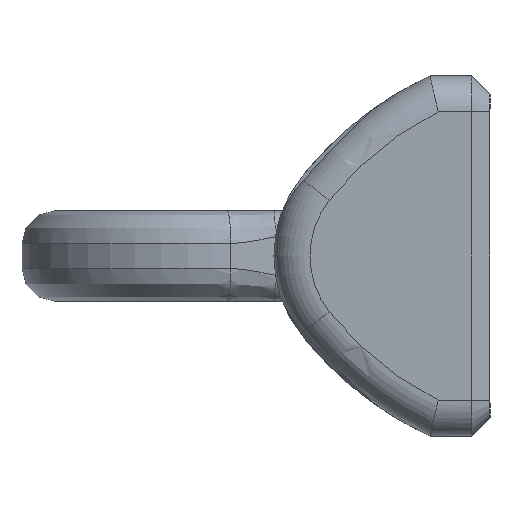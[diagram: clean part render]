
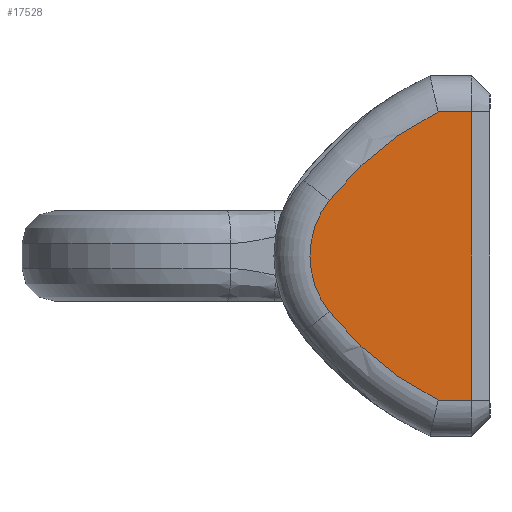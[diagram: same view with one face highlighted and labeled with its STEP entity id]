
A CAD part, left-side view. The second image highlights one B-rep face of the part: STEP entity #17528.
In plain terms, the highlighted face is planar.
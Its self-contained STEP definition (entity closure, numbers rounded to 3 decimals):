
#12681=CARTESIAN_POINT('',(0.,25.,46.));
#12682=DIRECTION('',(0.,0.,1.));
#12683=DIRECTION('',(0.618,0.786,0.));
#12684=AXIS2_PLACEMENT_3D('',#12681,#12682,#12683);
#12713=DIRECTION('',(-1.,0.,0.));
#12714=VECTOR('',#12713,80.);
#12715=CARTESIAN_POINT('',(40.,5.,46.));
#12716=LINE('',#12715,#12714);
#12717=DIRECTION('',(0.,1.,0.));
#12718=VECTOR('',#12717,9.393);
#12719=CARTESIAN_POINT('',(-40.,5.,
46.));
#12720=LINE('',#12719,#12718);
#12721=CARTESIAN_POINT('',(38.918,-24.542,46.));
#12722=DIRECTION('',(0.,0.,1.));
#12723=DIRECTION('',(-0.618,0.786,0.));
#12724=AXIS2_PLACEMENT_3D('',#12721,#12722,#12723);
#12726=CARTESIAN_POINT('',(-38.918,-24.542,46.));
#12727=DIRECTION('',(0.,0.,-1.));
#12728=DIRECTION('',(0.618,0.786,0.));
#12729=AXIS2_PLACEMENT_3D('',#12726,#12727,#12728);
#12731=DIRECTION('',(0.,1.,0.));
#12732=VECTOR('',#12731,9.393);
#12733=CARTESIAN_POINT('',(40.,5.,46.));
#12734=LINE('',#12733,#12732);
#16466=CARTESIAN_POINT('',(-15.444,44.659,46.));
#16467=CARTESIAN_POINT('',(-40.,14.393,46.));
#16468=VERTEX_POINT('',#16466);
#16469=VERTEX_POINT('',#16467);
#16476=CARTESIAN_POINT('',(15.444,44.659,46.));
#16478=VERTEX_POINT('',#16476);
#16480=CARTESIAN_POINT('',(40.,14.393,46.));
#16481=VERTEX_POINT('',#16480);
#17106=CARTESIAN_POINT('',(-40.,5.,46.));
#17107=VERTEX_POINT('',#17106);
#17110=CARTESIAN_POINT('',(40.,5.,46.));
#17111=VERTEX_POINT('',#17110);
#17510=CARTESIAN_POINT('',(0.,0.,46.));
#17511=DIRECTION('',(0.,0.,-1.));
#17512=DIRECTION('',(-1.,0.,0.));
#17513=AXIS2_PLACEMENT_3D('',#17510,#17511,#17512);
#17514=PLANE('',#17513);
#17516=ORIENTED_EDGE('',*,*,#17515,.T.);
#17518=ORIENTED_EDGE('',*,*,#17517,.T.);
#17520=ORIENTED_EDGE('',*,*,#17519,.F.);
#17521=ORIENTED_EDGE('',*,*,#17497,.F.);
#17523=ORIENTED_EDGE('',*,*,#17522,.T.);
#17525=ORIENTED_EDGE('',*,*,#17524,.F.);
#17526=EDGE_LOOP('',(#17516,#17518,#17520,#17521,#17523,#17525));
#17527=FACE_OUTER_BOUND('',#17526,.F.);
#17528=ADVANCED_FACE('',(#17527),#17514,.F.);
#12685=CIRCLE('',#12684,25.);
#12725=CIRCLE('',#12724,88.);
#12730=CIRCLE('',#12729,88.);
#17497=EDGE_CURVE('',#16478,#16468,#12685,.T.);
#17515=EDGE_CURVE('',#17111,#17107,#12716,.T.);
#17517=EDGE_CURVE('',#17107,#16469,#12720,.T.);
#17519=EDGE_CURVE('',#16468,#16469,#12725,.T.);
#17522=EDGE_CURVE('',#16478,#16481,#12730,.T.);
#17524=EDGE_CURVE('',#17111,#16481,#12734,.T.);
